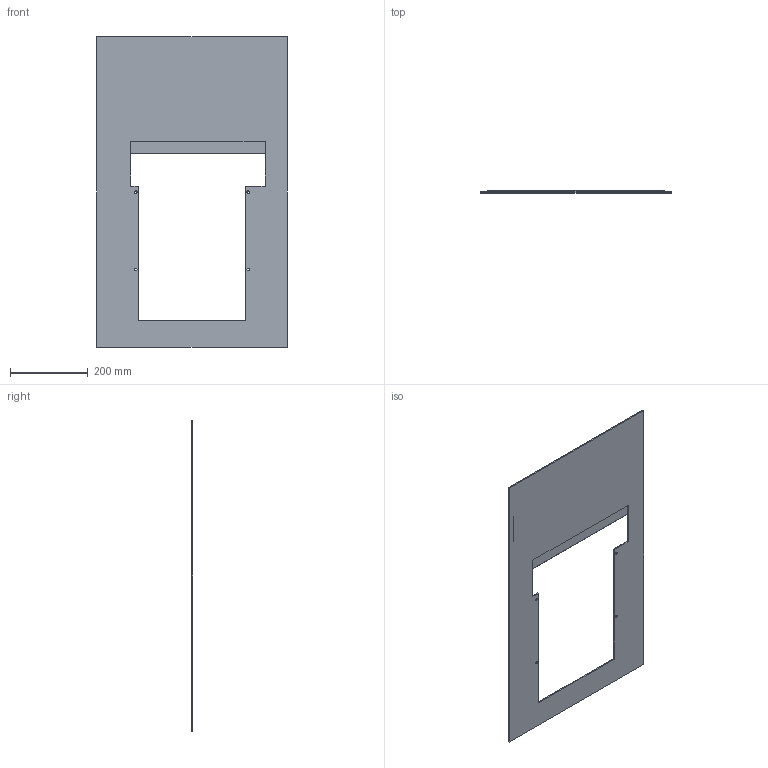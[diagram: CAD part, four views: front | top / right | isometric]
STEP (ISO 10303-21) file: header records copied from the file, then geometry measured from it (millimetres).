
FILE_DESCRIPTION(('CATIA V5 STEP Exchange'),'2;1');
FILE_NAME('1SDH001252R0068_1PA_001_00_E1.2_IV_W_REAR_SEGREGATION_EF_ES.stp','2014-03-06T08:16:07+00:00',('none'),('none'),'CATIA Version 5 Release 20 SP 5 (IN-10)','CATIA V5 STEP AP214','none');
FILE_SCHEMA(('AUTOMOTIVE_DESIGN { 1 0 10303 214 1 1 1 1 }'));
Length unit declared in the file: millimetre
Products named in the file (1): 1SDH001252R0068_1PA_001_00_E1.2_IV_W_REAR_SEGREGATION_EF_ES
Bounding box: 489 x 4 x 800 mm (x, y, z)
Volume: 860283.8 mm3; surface area: 547005.6 mm2
Topology: 1 solids, 1 shells, 28 faces, 76 edges, 50 vertices
Faces by surface type: plane 20, cylinder 8
Entity records: 876 total; most frequent: ORIENTED_EDGE 152, CARTESIAN_POINT 149, DIRECTION 120, EDGE_CURVE 76, VECTOR 60, LINE 60, VERTEX_POINT 50, AXIS2_PLACEMENT_3D 39
